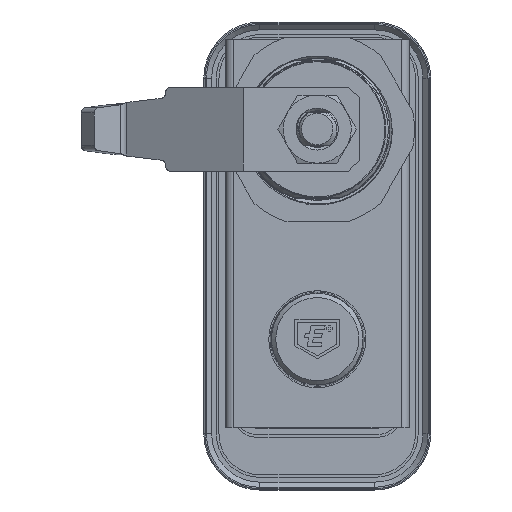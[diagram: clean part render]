
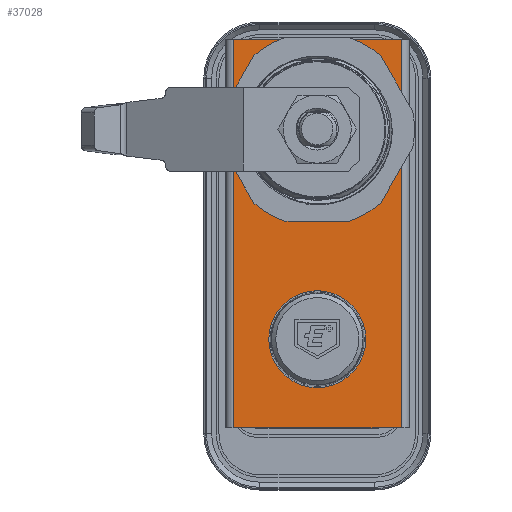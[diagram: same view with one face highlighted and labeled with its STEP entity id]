
A CAD part, top view. The second image highlights one B-rep face of the part: STEP entity #37028.
In plain terms, the highlighted planar face has unit normal (0, 0, 1).
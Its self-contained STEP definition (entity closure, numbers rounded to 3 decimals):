
#4234=LINE('',#88627,#6974);
#4239=LINE('',#88639,#6979);
#4246=LINE('',#88659,#6986);
#4247=LINE('',#88662,#6987);
#6974=VECTOR('',#45282,1.);
#6979=VECTOR('',#45293,1.);
#6986=VECTOR('',#45308,1.);
#6987=VECTOR('',#45313,1.);
#8810=FACE_BOUND('',#12032,.T.);
#8811=FACE_BOUND('',#12033,.T.);
#9820=FACE_OUTER_BOUND('',#12031,.T.);
#12031=EDGE_LOOP('',(#28723,#28724,#28725,#28726));
#12032=EDGE_LOOP('',(#28727));
#12033=EDGE_LOOP('',(#28728));
#13780=CIRCLE('',#39646,14.1);
#13781=CIRCLE('',#39648,9.25);
#15910=VERTEX_POINT('',#88624);
#15911=VERTEX_POINT('',#88626);
#15915=VERTEX_POINT('',#88638);
#15924=VERTEX_POINT('',#88658);
#15927=VERTEX_POINT('',#88679);
#15928=VERTEX_POINT('',#88683);
#20489=EDGE_CURVE('',#15911,#15910,#4234,.T.);
#20495=EDGE_CURVE('',#15915,#15911,#4239,.T.);
#20505=EDGE_CURVE('',#15915,#15924,#4246,.T.);
#20507=EDGE_CURVE('',#15924,#15910,#4247,.T.);
#20517=EDGE_CURVE('',#15927,#15927,#13780,.T.);
#20518=EDGE_CURVE('',#15928,#15928,#13781,.T.);
#28723=ORIENTED_EDGE('',*,*,#20505,.F.);
#28724=ORIENTED_EDGE('',*,*,#20495,.T.);
#28725=ORIENTED_EDGE('',*,*,#20489,.T.);
#28726=ORIENTED_EDGE('',*,*,#20507,.F.);
#28727=ORIENTED_EDGE('',*,*,#20518,.F.);
#28728=ORIENTED_EDGE('',*,*,#20517,.F.);
#35683=PLANE('',#39647);
#37028=ADVANCED_FACE('',(#9820,#8810,#8811),#35683,.T.);
#39646=AXIS2_PLACEMENT_3D('',#88681,#45337,#45338);
#39647=AXIS2_PLACEMENT_3D('',#88682,#45339,#45340);
#39648=AXIS2_PLACEMENT_3D('',#88684,#45341,#45342);
#45282=DIRECTION('',(-1.,0.,0.));
#45293=DIRECTION('',(0.,1.,0.));
#45308=DIRECTION('',(-1.,0.,0.));
#45313=DIRECTION('',(0.,1.,0.));
#45337=DIRECTION('center_axis',(0.,0.,1.));
#45338=DIRECTION('ref_axis',(0.,1.,0.));
#45339=DIRECTION('center_axis',(0.,0.,1.));
#45340=DIRECTION('ref_axis',(1.,0.,0.));
#45341=DIRECTION('center_axis',(0.,0.,1.));
#45342=DIRECTION('ref_axis',(1.,0.,0.));
#88624=CARTESIAN_POINT('',(-16.,38.6,17.8));
#88626=CARTESIAN_POINT('',(16.,38.6,17.8));
#88627=CARTESIAN_POINT('',(16.,38.6,17.8));
#88638=CARTESIAN_POINT('',(16.,-35.4,17.8));
#88639=CARTESIAN_POINT('',(16.,-35.4,17.8));
#88658=CARTESIAN_POINT('',(-16.,-35.4,17.8));
#88659=CARTESIAN_POINT('',(16.,-35.4,17.8));
#88662=CARTESIAN_POINT('',(-16.,-35.4,17.8));
#88679=CARTESIAN_POINT('',(0.,7.342,17.8));
#88681=CARTESIAN_POINT('Origin',(0.,21.442,17.8));
#88682=CARTESIAN_POINT('Origin',(17.5,38.6,17.8));
#88683=CARTESIAN_POINT('',(0.,-27.808,17.8));
#88684=CARTESIAN_POINT('Origin',(0.,-18.558,17.8));
